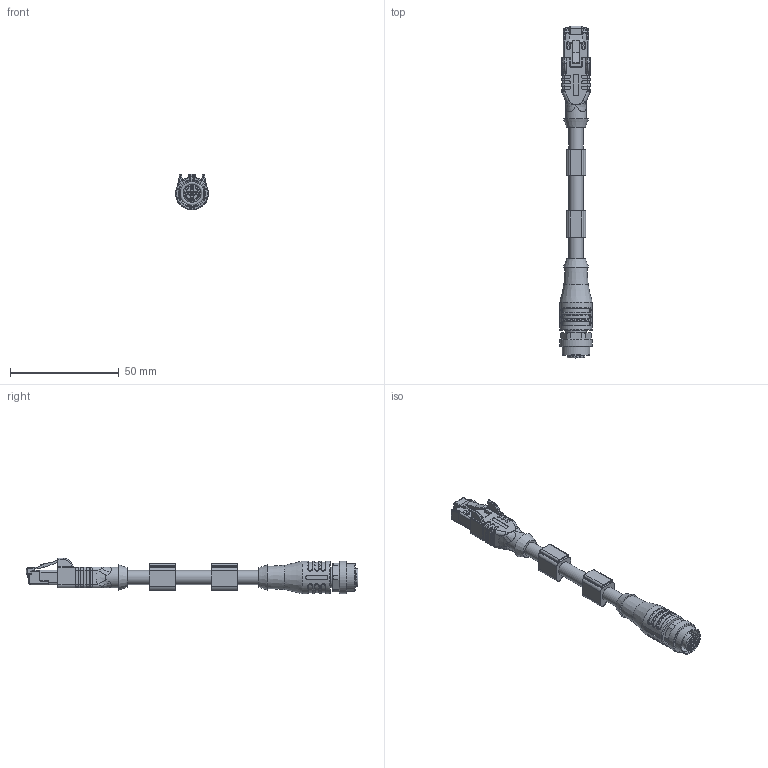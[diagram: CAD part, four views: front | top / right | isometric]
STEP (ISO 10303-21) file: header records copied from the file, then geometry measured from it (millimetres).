
FILE_DESCRIPTION(/* description */ (''),/* implementation_level */ '2;1');
FILE_NAME(/* name */ 'IE-WAKSY4.029-m-IE-RJ45SS4.003_S510.stp',/* time_stamp */ '2022-12-14T08:59:44+01:00',/* author */ ('ESCHA GmbH & Co. KG'),/* organization */ ('ESCHA GmbH & Co. KG'),/* preprocessor_version */ 'ST-DEVELOPER v16',/* originating_system */ 'SIEMENS PLM Software NX 10.0',/* authorisation */ '');
FILE_SCHEMA (('AUTOMOTIVE_DESIGN { 1 0 10303 214 3 1 1 1 }'));
Length unit declared in the file: millimetre
Products named in the file (1): IE-WAKSY4-m_stp
Bounding box: 15 x 152.89 x 16.34 mm (x, y, z)
Volume: 13466.4 mm3; surface area: 7630.4 mm2
Topology: 1 solids, 1 shells, 907 faces, 2356 edges, 1481 vertices
Faces by surface type: plane 387, cylinder 328, bspline 91, torus 43, extrusion 31, cone 19, sphere 8
Full cylindrical faces by diameter (mm): 1.15 x4, 6.5 x3, 9.3 x1, 9.6 x1, 10.95 x1, 12.3 x1, 12.8 x1, 15 x2
Entity records: 29451 total; most frequent: CARTESIAN_POINT 8255, ORIENTED_EDGE 4594, DIRECTION 4202, EDGE_CURVE 2297, VERTEX_POINT 1464, AXIS2_PLACEMENT_3D 1461, VECTOR 1280, LINE 1249
